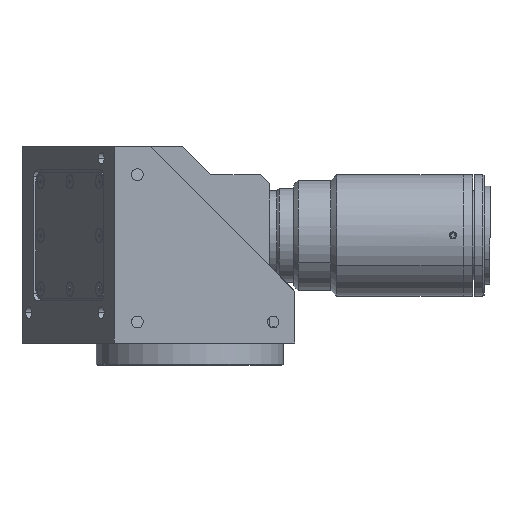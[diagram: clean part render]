
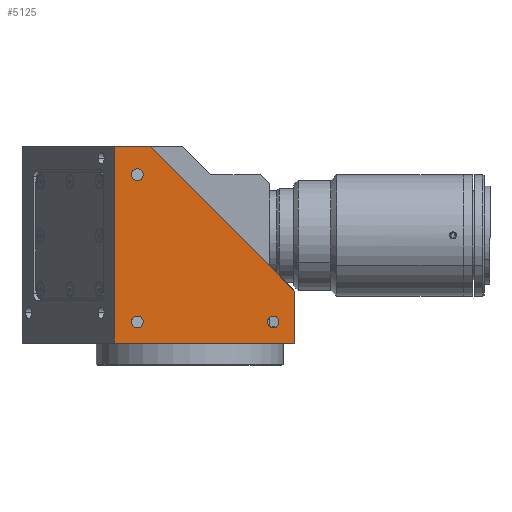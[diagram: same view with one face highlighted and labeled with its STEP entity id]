
A CAD part, front view. The second image highlights one B-rep face of the part: STEP entity #5125.
In plain terms, the highlighted planar face has unit normal (0, -1, 0).
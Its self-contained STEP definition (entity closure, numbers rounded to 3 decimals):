
#148 = LINE ( 'NONE', #8733, #5491 ) ;
#315 = EDGE_CURVE ( 'NONE', #13211, #8818, #2360, .T. ) ;
#364 = EDGE_CURVE ( 'NONE', #3836, #5702, #12691, .T. ) ;
#694 = AXIS2_PLACEMENT_3D ( 'NONE', #14009, #12928, #3012 ) ;
#695 = VERTEX_POINT ( 'NONE', #1097 ) ;
#836 = ORIENTED_EDGE ( 'NONE', *, *, #6165, .F. ) ;
#868 = DIRECTION ( 'NONE',  ( 0., -1., 0. ) ) ;
#968 = ORIENTED_EDGE ( 'NONE', *, *, #5209, .T. ) ;
#1097 = CARTESIAN_POINT ( 'NONE',  ( -22.304, -44., 241.855 ) ) ;
#1166 = CARTESIAN_POINT ( 'NONE',  ( 45., -44., 251.355 ) ) ;
#1433 = VECTOR ( 'NONE', #8248, 1000. ) ;
#1537 = VERTEX_POINT ( 'NONE', #3570 ) ;
#2360 = CIRCLE ( 'NONE', #12768, 2.5 ) ;
#2365 = EDGE_CURVE ( 'NONE', #3021, #3960, #13728, .T. ) ;
#2450 = CIRCLE ( 'NONE', #6834, 2.5 ) ;
#2537 = CARTESIAN_POINT ( 'NONE',  ( 35.696, -44., 173.855 ) ) ;
#2632 = DIRECTION ( 'NONE',  ( 0., 0., -1. ) ) ;
#3012 = DIRECTION ( 'NONE',  ( 0., 0., -1. ) ) ;
#3021 = VERTEX_POINT ( 'NONE', #3664 ) ;
#3408 = DIRECTION ( 'NONE',  ( 0., -1., 0. ) ) ;
#3475 = EDGE_LOOP ( 'NONE', ( #11155, #836 ) ) ;
#3570 = CARTESIAN_POINT ( 'NONE',  ( -22.304, -44., 236.855 ) ) ;
#3664 = CARTESIAN_POINT ( 'NONE',  ( -22.304, -44., 173.855 ) ) ;
#3821 = DIRECTION ( 'NONE',  ( 0., 0., 1. ) ) ;
#3836 = VERTEX_POINT ( 'NONE', #11850 ) ;
#3960 = VERTEX_POINT ( 'NONE', #4468 ) ;
#4049 = CARTESIAN_POINT ( 'NONE',  ( 35.696, -44., 178.855 ) ) ;
#4132 = CARTESIAN_POINT ( 'NONE',  ( -22.304, -44., 176.355 ) ) ;
#4398 = CARTESIAN_POINT ( 'NONE',  ( -22.304, -44., 239.355 ) ) ;
#4468 = CARTESIAN_POINT ( 'NONE',  ( -22.304, -44., 178.855 ) ) ;
#4560 = VECTOR ( 'NONE', #8747, 1000. ) ;
#4891 = EDGE_LOOP ( 'NONE', ( #6908, #6031 ) ) ;
#5006 = CARTESIAN_POINT ( 'NONE',  ( 45., -44., 167.355 ) ) ;
#5125 = ADVANCED_FACE ( 'NONE', ( #13334, #9179, #11434, #8975 ), #7890, .T. ) ;
#5209 = EDGE_CURVE ( 'NONE', #5702, #9191, #6077, .T. ) ;
#5237 = CARTESIAN_POINT ( 'NONE',  ( -16.787, -44., 251.355 ) ) ;
#5491 = VECTOR ( 'NONE', #13312, 1000. ) ;
#5643 = CARTESIAN_POINT ( 'NONE',  ( -22.304, -44., 176.355 ) ) ;
#5652 = EDGE_CURVE ( 'NONE', #3836, #13467, #8146, .T. ) ;
#5702 = VERTEX_POINT ( 'NONE', #10743 ) ;
#5926 = DIRECTION ( 'NONE',  ( 0., -1., 0. ) ) ;
#6010 = VECTOR ( 'NONE', #3821, 1000. ) ;
#6031 = ORIENTED_EDGE ( 'NONE', *, *, #8591, .F. ) ;
#6077 = LINE ( 'NONE', #11505, #12184 ) ;
#6165 = EDGE_CURVE ( 'NONE', #695, #1537, #7393, .T. ) ;
#6454 = AXIS2_PLACEMENT_3D ( 'NONE', #9453, #5926, #13887 ) ;
#6549 = ORIENTED_EDGE ( 'NONE', *, *, #364, .T. ) ;
#6746 = LINE ( 'NONE', #1166, #4560 ) ;
#6834 = AXIS2_PLACEMENT_3D ( 'NONE', #5643, #8965, #14188 ) ;
#6908 = ORIENTED_EDGE ( 'NONE', *, *, #2365, .F. ) ;
#7020 = CARTESIAN_POINT ( 'NONE',  ( 45., -44., 157.355 ) ) ;
#7393 = CIRCLE ( 'NONE', #694, 2.5 ) ;
#7584 = CIRCLE ( 'NONE', #6454, 2.5 ) ;
#7704 = EDGE_LOOP ( 'NONE', ( #10021, #8018, #12135, #6549, #968 ) ) ;
#7817 = DIRECTION ( 'NONE',  ( 1., 0., 0. ) ) ;
#7890 = PLANE ( 'NONE',  #13359 ) ;
#8018 = ORIENTED_EDGE ( 'NONE', *, *, #9633, .F. ) ;
#8108 = EDGE_CURVE ( 'NONE', #1537, #695, #9592, .T. ) ;
#8146 = LINE ( 'NONE', #13733, #6010 ) ;
#8248 = DIRECTION ( 'NONE',  ( 1., 0., 0. ) ) ;
#8525 = DIRECTION ( 'NONE',  ( 0., 0., -1. ) ) ;
#8591 = EDGE_CURVE ( 'NONE', #3960, #3021, #2450, .T. ) ;
#8733 = CARTESIAN_POINT ( 'NONE',  ( -16.787, -44., 251.355 ) ) ;
#8747 = DIRECTION ( 'NONE',  ( 1., 0., 0. ) ) ;
#8795 = DIRECTION ( 'NONE',  ( 0., -1., 0. ) ) ;
#8818 = VERTEX_POINT ( 'NONE', #4049 ) ;
#8910 = AXIS2_PLACEMENT_3D ( 'NONE', #4398, #8795, #10897 ) ;
#8965 = DIRECTION ( 'NONE',  ( 0., -1., 0. ) ) ;
#8975 = FACE_OUTER_BOUND ( 'NONE', #7704, .T. ) ;
#9179 = FACE_BOUND ( 'NONE', #13146, .T. ) ;
#9191 = VERTEX_POINT ( 'NONE', #9492 ) ;
#9266 = VERTEX_POINT ( 'NONE', #5237 ) ;
#9316 = AXIS2_PLACEMENT_3D ( 'NONE', #4132, #868, #8525 ) ;
#9453 = CARTESIAN_POINT ( 'NONE',  ( 35.696, -44., 176.355 ) ) ;
#9492 = CARTESIAN_POINT ( 'NONE',  ( 45., -44., 189.568 ) ) ;
#9592 = CIRCLE ( 'NONE', #8910, 2.5 ) ;
#9633 = EDGE_CURVE ( 'NONE', #13467, #9266, #6746, .T. ) ;
#10021 = ORIENTED_EDGE ( 'NONE', *, *, #10057, .F. ) ;
#10057 = EDGE_CURVE ( 'NONE', #9266, #9191, #148, .T. ) ;
#10472 = DIRECTION ( 'NONE',  ( 0., 0., 1. ) ) ;
#10743 = CARTESIAN_POINT ( 'NONE',  ( 45., -44., 167.355 ) ) ;
#10897 = DIRECTION ( 'NONE',  ( 0., 0., -1. ) ) ;
#11155 = ORIENTED_EDGE ( 'NONE', *, *, #8108, .F. ) ;
#11434 = FACE_BOUND ( 'NONE', #4891, .T. ) ;
#11449 = CARTESIAN_POINT ( 'NONE',  ( 35.696, -44., 176.355 ) ) ;
#11505 = CARTESIAN_POINT ( 'NONE',  ( 45., -44., 157.355 ) ) ;
#11850 = CARTESIAN_POINT ( 'NONE',  ( -32.304, -44., 167.355 ) ) ;
#11891 = ORIENTED_EDGE ( 'NONE', *, *, #12292, .F. ) ;
#11992 = CARTESIAN_POINT ( 'NONE',  ( -32.304, -44., 251.355 ) ) ;
#12135 = ORIENTED_EDGE ( 'NONE', *, *, #5652, .F. ) ;
#12184 = VECTOR ( 'NONE', #10472, 1000. ) ;
#12292 = EDGE_CURVE ( 'NONE', #8818, #13211, #7584, .T. ) ;
#12691 = LINE ( 'NONE', #5006, #1433 ) ;
#12762 = DIRECTION ( 'NONE',  ( 0., -1., 0. ) ) ;
#12768 = AXIS2_PLACEMENT_3D ( 'NONE', #11449, #12762, #2632 ) ;
#12928 = DIRECTION ( 'NONE',  ( 0., -1., 0. ) ) ;
#13146 = EDGE_LOOP ( 'NONE', ( #13920, #11891 ) ) ;
#13211 = VERTEX_POINT ( 'NONE', #2537 ) ;
#13312 = DIRECTION ( 'NONE',  ( 0.707, 0., -0.707 ) ) ;
#13334 = FACE_BOUND ( 'NONE', #3475, .T. ) ;
#13359 = AXIS2_PLACEMENT_3D ( 'NONE', #7020, #3408, #7817 ) ;
#13467 = VERTEX_POINT ( 'NONE', #11992 ) ;
#13728 = CIRCLE ( 'NONE', #9316, 2.5 ) ;
#13733 = CARTESIAN_POINT ( 'NONE',  ( -32.304, -44., 157.355 ) ) ;
#13887 = DIRECTION ( 'NONE',  ( 0., 0., -1. ) ) ;
#13920 = ORIENTED_EDGE ( 'NONE', *, *, #315, .F. ) ;
#14009 = CARTESIAN_POINT ( 'NONE',  ( -22.304, -44., 239.355 ) ) ;
#14188 = DIRECTION ( 'NONE',  ( 0., 0., -1. ) ) ;
